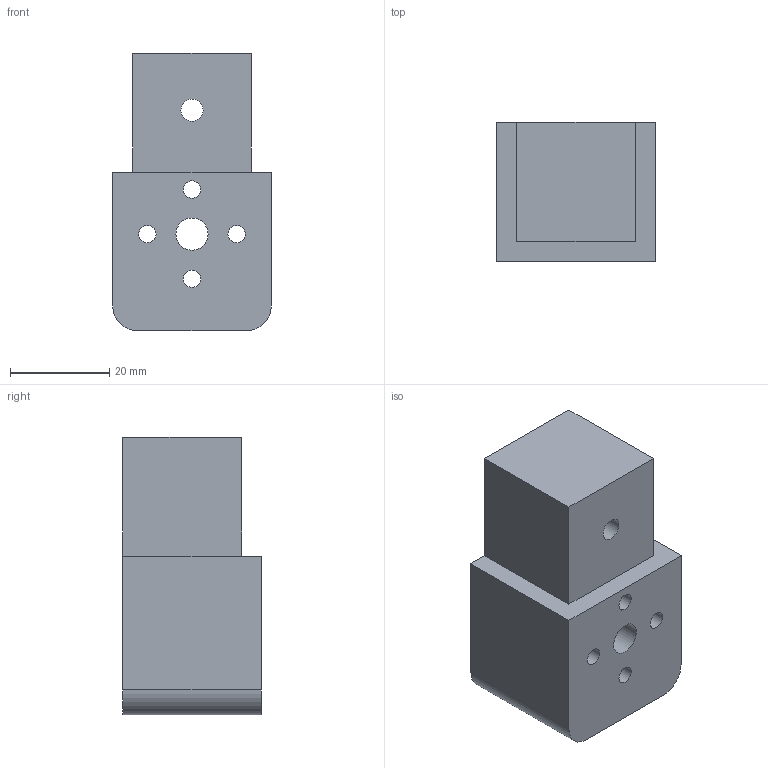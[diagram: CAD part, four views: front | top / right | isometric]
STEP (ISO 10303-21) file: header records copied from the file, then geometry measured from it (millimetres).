
FILE_DESCRIPTION(/* description */ (''),/* implementation_level */ '2;1');
FILE_NAME(/* name */ 'End_Joint.prt.step',/* time_stamp */ '2021-10-28T10:51:11+01:00',/* author */ (''),/* organization */ (''),/* preprocessor_version */ 'ST-DEVELOPER v15',/* originating_system */ 'SIEMENS PLM Software NX 9.0',/* authorisation */ '');
FILE_SCHEMA (('AUTOMOTIVE_DESIGN { 1 0 10303 214 3 1 1 1 }'));
Length unit declared in the file: millimetre
Products named in the file (1): End_Joint
Bounding box: 32 x 28 x 56 mm (x, y, z)
Volume: 39807.2 mm3; surface area: 10913.8 mm2
Topology: 2 solids, 2 shells, 20 faces, 51 edges, 35 vertices
Faces by surface type: plane 12, cylinder 8
Full cylindrical faces by diameter (mm): 3.5 x4, 4.5 x1, 6.5 x1
Entity records: 611 total; most frequent: DIRECTION 100, CARTESIAN_POINT 95, ORIENTED_EDGE 84, EDGE_CURVE 42, EDGE_LOOP 38, AXIS2_PLACEMENT_3D 37, VERTEX_POINT 32, FACE_BOUND 28
